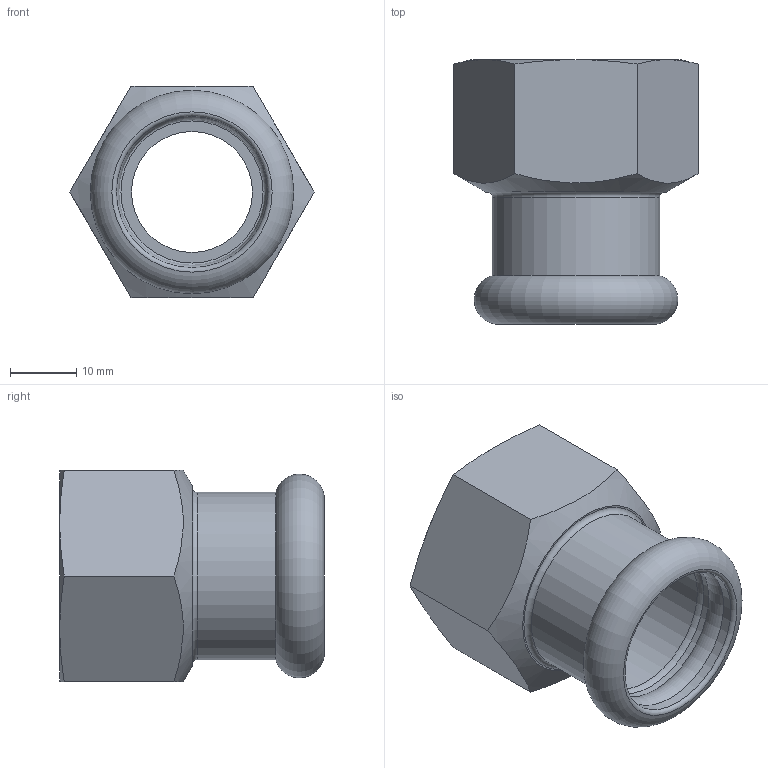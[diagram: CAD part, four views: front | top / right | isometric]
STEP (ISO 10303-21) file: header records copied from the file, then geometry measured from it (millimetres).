
FILE_DESCRIPTION(/* description */ ('MANICOTTO FILETTATO FEMMINA 22x3/4"'),/* implementation_level */ '2;1');
FILE_NAME(/* name */ '390304022_Steelpres.stp',/* time_stamp */ '2022-10-21T16:43:10+02:00',/* author */ ('Vault'),/* organization */ ('Raccorderie metalliche s.p.a. '),/* preprocessor_version */ 'ST-DEVELOPER v18.1',/* originating_system */ 'Autodesk Inventor 2020',/* authorisation */ 'Raccorderie metalliche s.p.a. ');
FILE_SCHEMA (('AUTOMOTIVE_DESIGN { 1 0 10303 214 3 1 1 }'));
Length unit declared in the file: millimetre
Products named in the file (1): 390304022_Steelpres
Bounding box: 36.95 x 40 x 32 mm (x, y, z)
Volume: 11687 mm3; surface area: 8133.7 mm2
Topology: 1 solids, 1 shells, 32 faces, 85 edges, 57 vertices
Faces by surface type: plane 10, cone 9, cylinder 7, torus 6
Full cylindrical faces by diameter (mm): 18.3 x1, 22.3 x1, 22.9 x2, 24.117 x1, 25.3 x1, 27 x1
Entity records: 1053 total; most frequent: CARTESIAN_POINT 213, DIRECTION 182, ORIENTED_EDGE 170, EDGE_CURVE 85, AXIS2_PLACEMENT_3D 83, VERTEX_POINT 57, CIRCLE 50, EDGE_LOOP 36
